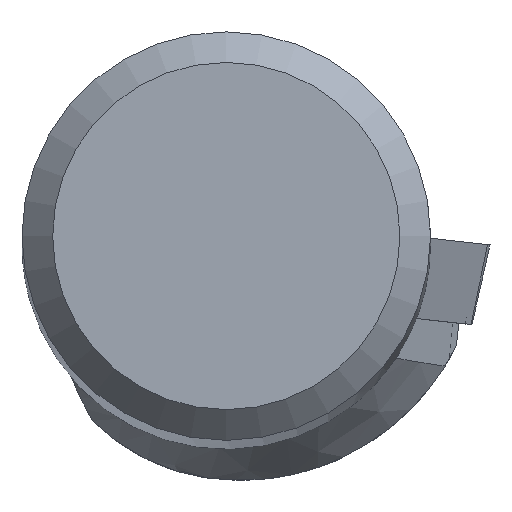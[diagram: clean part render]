
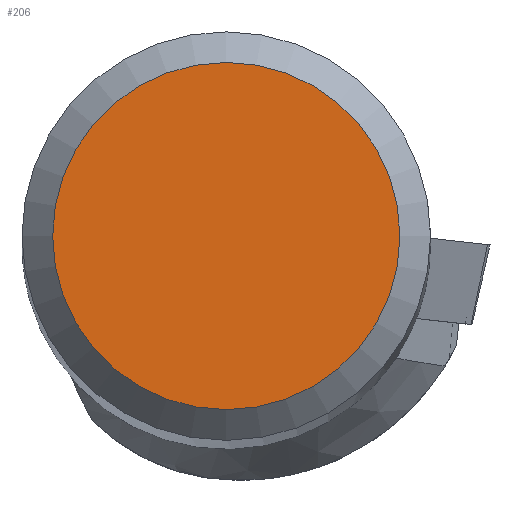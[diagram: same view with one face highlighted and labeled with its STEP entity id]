
A CAD part, top view. The second image highlights one B-rep face of the part: STEP entity #206.
In plain terms, the highlighted planar face has unit normal (0, 0, 1).
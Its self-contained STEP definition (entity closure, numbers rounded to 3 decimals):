
#155=FACE_OUTER_BOUND('',#428,.T.);
#206=ADVANCED_FACE('',(#155),#249,.T.);
#249=PLANE('',#1134);
#428=EDGE_LOOP('',(#593));
#593=ORIENTED_EDGE('',*,*,#902,.F.);
#798=VERTEX_POINT('',#1868);
#902=EDGE_CURVE('',#798,#798,#973,.T.);
#973=CIRCLE('',#1133,8.491);
#1133=AXIS2_PLACEMENT_3D('',#1867,#1359,#1360);
#1134=AXIS2_PLACEMENT_3D('',#1869,#1361,#1362);
#1359=DIRECTION('',(0.,0.,-1.));
#1360=DIRECTION('',(-1.,0.,0.));
#1361=DIRECTION('',(0.,0.,1.));
#1362=DIRECTION('',(-1.,0.,0.));
#1867=CARTESIAN_POINT('',(0.,0.,0.));
#1868=CARTESIAN_POINT('',(-8.491,0.,0.));
#1869=CARTESIAN_POINT('',(0.,0.,0.));
